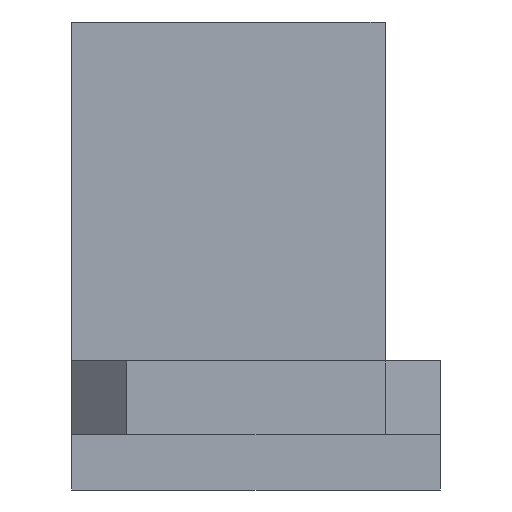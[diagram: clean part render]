
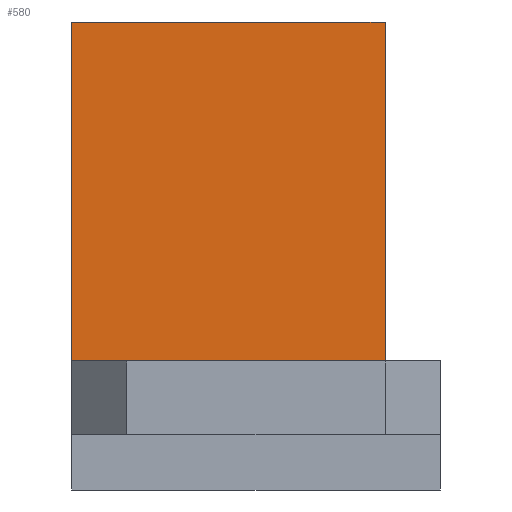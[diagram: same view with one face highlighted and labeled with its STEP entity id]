
A CAD part, left-side view. The second image highlights one B-rep face of the part: STEP entity #580.
In plain terms, the highlighted planar face has unit normal (-1, 0, 0).
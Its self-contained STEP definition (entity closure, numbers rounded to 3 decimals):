
#32=PLANE('',#633);
#58=FACE_OUTER_BOUND('',#90,.T.);
#90=EDGE_LOOP('',(#473,#474,#475,#476));
#118=LINE('',#844,#182);
#136=LINE('',#882,#200);
#157=LINE('',#933,#221);
#158=LINE('',#934,#222);
#182=VECTOR('',#679,10.);
#200=VECTOR('',#705,10.);
#221=VECTOR('',#754,10.);
#222=VECTOR('',#755,10.);
#265=VERTEX_POINT('',#841);
#266=VERTEX_POINT('',#843);
#281=VERTEX_POINT('',#879);
#282=VERTEX_POINT('',#881);
#322=EDGE_CURVE('',#266,#265,#118,.T.);
#341=EDGE_CURVE('',#282,#281,#136,.T.);
#367=EDGE_CURVE('',#266,#281,#157,.T.);
#368=EDGE_CURVE('',#282,#265,#158,.T.);
#473=ORIENTED_EDGE('',*,*,#341,.T.);
#474=ORIENTED_EDGE('',*,*,#367,.F.);
#475=ORIENTED_EDGE('',*,*,#322,.T.);
#476=ORIENTED_EDGE('',*,*,#368,.F.);
#580=ADVANCED_FACE('',(#58),#32,.T.);
#633=AXIS2_PLACEMENT_3D('',#932,#752,#753);
#679=DIRECTION('',(0.,1.,0.));
#705=DIRECTION('',(0.,-1.,0.));
#752=DIRECTION('center_axis',(-1.,0.,0.));
#753=DIRECTION('ref_axis',(0.,0.,1.));
#754=DIRECTION('',(0.,0.,-1.));
#755=DIRECTION('',(0.,0.,1.));
#841=CARTESIAN_POINT('',(30.25,10.,45.392));
#843=CARTESIAN_POINT('',(30.25,-7.,45.392));
#844=CARTESIAN_POINT('',(30.25,7.,45.392));
#879=CARTESIAN_POINT('',(30.25,-7.,27.));
#881=CARTESIAN_POINT('',(30.25,10.,27.));
#882=CARTESIAN_POINT('',(30.25,0.,27.));
#932=CARTESIAN_POINT('Origin',(30.25,7.,23.));
#933=CARTESIAN_POINT('',(30.25,-7.,45.392));
#934=CARTESIAN_POINT('',(30.25,10.,45.392));
